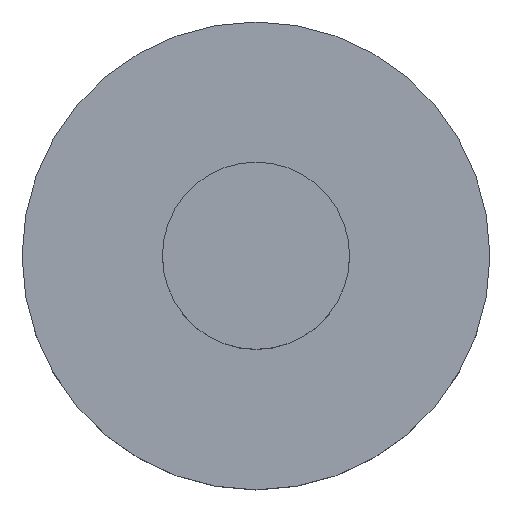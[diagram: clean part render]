
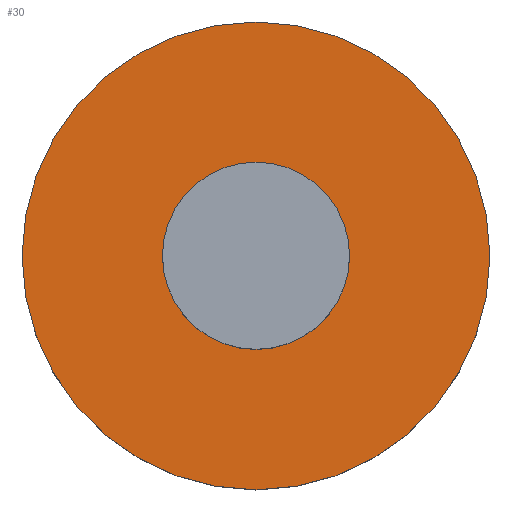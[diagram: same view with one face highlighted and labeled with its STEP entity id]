
A CAD part, top view. The second image highlights one B-rep face of the part: STEP entity #30.
In plain terms, the highlighted planar face has unit normal (0, 0, 1).
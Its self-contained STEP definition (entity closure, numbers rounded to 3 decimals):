
#4 = AXIS2_PLACEMENT_3D ( 'NONE', #33, #170, #180 ) ;
#7 = EDGE_LOOP ( 'NONE', ( #179, #42 ) ) ;
#9 = VERTEX_POINT ( 'NONE', #114 ) ;
#29 = CARTESIAN_POINT ( 'NONE',  ( 25., 0., 10. ) ) ;
#30 = ADVANCED_FACE ( 'NONE', ( #112, #163 ), #195, .T. ) ;
#33 = CARTESIAN_POINT ( 'NONE',  ( 0., 0., 10. ) ) ;
#42 = ORIENTED_EDGE ( 'NONE', *, *, #76, .F. ) ;
#46 = CIRCLE ( 'NONE', #75, 25. ) ;
#48 = VERTEX_POINT ( 'NONE', #29 ) ;
#50 = DIRECTION ( 'NONE',  ( 0., 0., 1. ) ) ;
#54 = DIRECTION ( 'NONE',  ( 1., 0., 0. ) ) ;
#64 = ORIENTED_EDGE ( 'NONE', *, *, #127, .T. ) ;
#73 = DIRECTION ( 'NONE',  ( 0., 0., 1. ) ) ;
#75 = AXIS2_PLACEMENT_3D ( 'NONE', #87, #166, #136 ) ;
#76 = EDGE_CURVE ( 'NONE', #147, #131, #115, .T. ) ;
#87 = CARTESIAN_POINT ( 'NONE',  ( 0., 0., 10. ) ) ;
#93 = DIRECTION ( 'NONE',  ( 1., 0., 0. ) ) ;
#95 = CARTESIAN_POINT ( 'NONE',  ( 0., 0., 10. ) ) ;
#102 = CARTESIAN_POINT ( 'NONE',  ( 10., 0., 10. ) ) ;
#112 = FACE_BOUND ( 'NONE', #7, .T. ) ;
#113 = EDGE_LOOP ( 'NONE', ( #64, #176 ) ) ;
#114 = CARTESIAN_POINT ( 'NONE',  ( -25., 0., 10. ) ) ;
#115 = CIRCLE ( 'NONE', #144, 10. ) ;
#119 = CARTESIAN_POINT ( 'NONE',  ( 0., 0., 10. ) ) ;
#125 = EDGE_CURVE ( 'NONE', #48, #9, #213, .T. ) ;
#127 = EDGE_CURVE ( 'NONE', #9, #48, #46, .T. ) ;
#131 = VERTEX_POINT ( 'NONE', #149 ) ;
#136 = DIRECTION ( 'NONE',  ( 1., 0., 0. ) ) ;
#137 = DIRECTION ( 'NONE',  ( 0., 0., 1. ) ) ;
#144 = AXIS2_PLACEMENT_3D ( 'NONE', #119, #50, #152 ) ;
#147 = VERTEX_POINT ( 'NONE', #102 ) ;
#149 = CARTESIAN_POINT ( 'NONE',  ( -10., 0., 10. ) ) ;
#152 = DIRECTION ( 'NONE',  ( 1., 0., 0. ) ) ;
#161 = AXIS2_PLACEMENT_3D ( 'NONE', #95, #137, #54 ) ;
#163 = FACE_OUTER_BOUND ( 'NONE', #113, .T. ) ;
#166 = DIRECTION ( 'NONE',  ( 0., 0., 1. ) ) ;
#170 = DIRECTION ( 'NONE',  ( 0., 0., 1. ) ) ;
#172 = AXIS2_PLACEMENT_3D ( 'NONE', #189, #73, #93 ) ;
#176 = ORIENTED_EDGE ( 'NONE', *, *, #125, .T. ) ;
#179 = ORIENTED_EDGE ( 'NONE', *, *, #184, .F. ) ;
#180 = DIRECTION ( 'NONE',  ( 1., 0., 0. ) ) ;
#184 = EDGE_CURVE ( 'NONE', #131, #147, #194, .T. ) ;
#189 = CARTESIAN_POINT ( 'NONE',  ( 0., 0., 10. ) ) ;
#194 = CIRCLE ( 'NONE', #172, 10. ) ;
#195 = PLANE ( 'NONE',  #161 ) ;
#213 = CIRCLE ( 'NONE', #4, 25. ) ;
